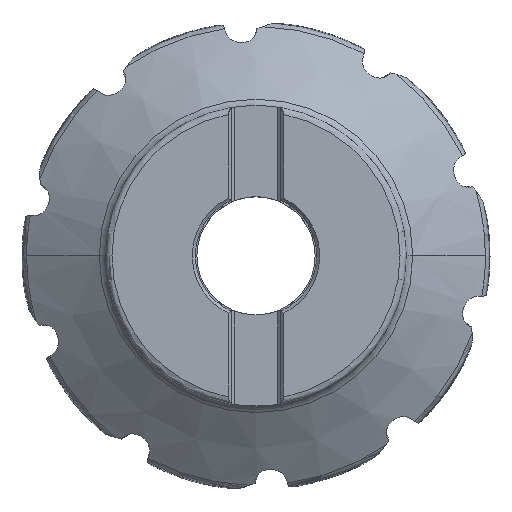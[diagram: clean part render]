
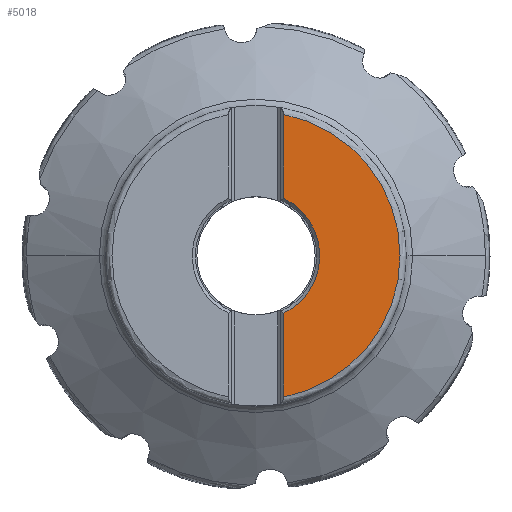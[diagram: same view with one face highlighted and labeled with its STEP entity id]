
A CAD part, top view. The second image highlights one B-rep face of the part: STEP entity #5018.
In plain terms, the highlighted planar face has unit normal (0, 0, 1).
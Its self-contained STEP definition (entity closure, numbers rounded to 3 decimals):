
#1002=LINE('',#93124,#1854);
#1003=LINE('',#93128,#1855);
#1854=VECTOR('',#29171,1.);
#1855=VECTOR('',#29176,1.);
#3754=FACE_OUTER_BOUND('',#6726,.T.);
#5018=ADVANCED_FACE('',(#3754),#5673,.T.);
#5673=PLANE('',#24849);
#6726=EDGE_LOOP('',(#14010,#14011,#14012,#14013,#14014));
#14010=ORIENTED_EDGE('',*,*,#21162,.F.);
#14011=ORIENTED_EDGE('',*,*,#21163,.T.);
#14012=ORIENTED_EDGE('',*,*,#21156,.F.);
#14013=ORIENTED_EDGE('',*,*,#21155,.F.);
#14014=ORIENTED_EDGE('',*,*,#21161,.F.);
#17885=VERTEX_POINT('',#93074);
#17886=VERTEX_POINT('',#93075);
#17887=VERTEX_POINT('',#93077);
#17889=VERTEX_POINT('',#93123);
#17890=VERTEX_POINT('',#93127);
#21155=EDGE_CURVE('',#17885,#17886,#22592,.T.);
#21156=EDGE_CURVE('',#17886,#17887,#22593,.T.);
#21161=EDGE_CURVE('',#17889,#17885,#1002,.T.);
#21162=EDGE_CURVE('',#17890,#17889,#22594,.T.);
#21163=EDGE_CURVE('',#17890,#17887,#1003,.T.);
#22592=CIRCLE('',#24844,46.419);
#22593=CIRCLE('',#24845,46.419);
#22594=CIRCLE('',#24848,20.55);
#24844=AXIS2_PLACEMENT_3D('',#93073,#29165,#29166);
#24845=AXIS2_PLACEMENT_3D('',#93076,#29167,#29168);
#24848=AXIS2_PLACEMENT_3D('',#93126,#29174,#29175);
#24849=AXIS2_PLACEMENT_3D('',#93129,#29177,#29178);
#29165=DIRECTION('',(0.,0.,-1.));
#29166=DIRECTION('',(0.193,0.981,0.));
#29167=DIRECTION('',(0.,0.,-1.));
#29168=DIRECTION('',(1.,0.,0.));
#29171=DIRECTION('',(0.,1.,0.));
#29174=DIRECTION('',(0.,0.,1.));
#29175=DIRECTION('',(0.435,-0.9,0.));
#29176=DIRECTION('',(0.,-1.,0.));
#29177=DIRECTION('',(0.,0.,1.));
#29178=DIRECTION('',(-1.,0.,0.));
#93073=CARTESIAN_POINT('',(0.,0.,0.));
#93074=CARTESIAN_POINT('',(8.938,45.55,0.));
#93075=CARTESIAN_POINT('',(46.419,-0.021,0.));
#93076=CARTESIAN_POINT('',(0.,0.,0.));
#93077=CARTESIAN_POINT('',(8.937,-45.55,0.));
#93123=CARTESIAN_POINT('',(8.938,18.505,0.));
#93124=CARTESIAN_POINT('',(8.938,18.505,0.));
#93126=CARTESIAN_POINT('',(0.,0.,0.));
#93127=CARTESIAN_POINT('',(8.937,-18.505,0.));
#93128=CARTESIAN_POINT('',(8.937,-18.505,0.));
#93129=CARTESIAN_POINT('',(27.678,0.,0.));
